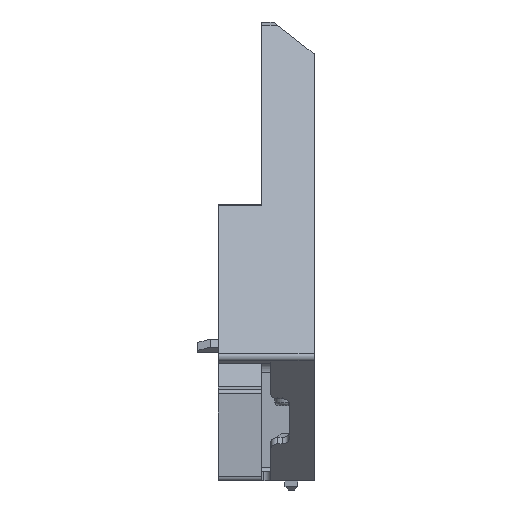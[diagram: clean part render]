
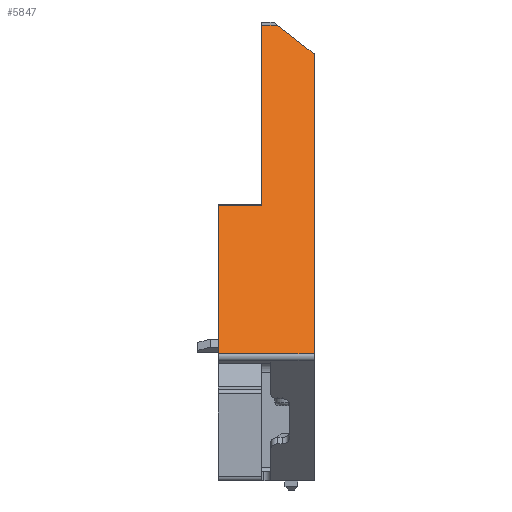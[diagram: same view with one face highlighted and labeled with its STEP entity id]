
A CAD part, left-side view. The second image highlights one B-rep face of the part: STEP entity #5847.
In plain terms, the highlighted planar face has unit normal (-0.707, 0, 0.707).
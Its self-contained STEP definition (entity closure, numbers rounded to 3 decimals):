
#504=FACE_OUTER_BOUND('',#868,.T.);
#868=EDGE_LOOP('',(#4915,#4916,#4917,#4918,#4919,#4920,#4921));
#1370=LINE('',#8595,#1852);
#1396=LINE('',#8687,#1878);
#1401=LINE('',#8697,#1883);
#1409=LINE('',#8736,#1891);
#1551=LINE('',#9638,#2033);
#1732=LINE('',#10560,#2214);
#1733=LINE('',#10562,#2215);
#1852=VECTOR('',#6708,93.);
#1878=VECTOR('',#6776,12.028);
#1883=VECTOR('',#6783,3.409);
#1891=VECTOR('',#6807,55.953);
#2033=VECTOR('',#7213,45.947);
#2214=VECTOR('',#7942,9.5);
#2215=VECTOR('',#7945,21.);
#2334=VERTEX_POINT('',#8592);
#2335=VERTEX_POINT('',#8594);
#2380=VERTEX_POINT('',#8685);
#2383=VERTEX_POINT('',#8694);
#2399=VERTEX_POINT('',#8734);
#2616=VERTEX_POINT('',#9635);
#2617=VERTEX_POINT('',#9637);
#2883=EDGE_CURVE('',#2335,#2334,#1370,.T.);
#2929=EDGE_CURVE('',#2334,#2380,#1396,.T.);
#2934=EDGE_CURVE('',#2380,#2383,#1401,.T.);
#2950=EDGE_CURVE('',#2399,#2383,#1409,.T.);
#3201=EDGE_CURVE('',#2616,#2617,#1551,.T.);
#3507=EDGE_CURVE('',#2399,#2617,#1732,.T.);
#3508=EDGE_CURVE('',#2616,#2335,#1733,.T.);
#4915=ORIENTED_EDGE('',*,*,#3201,.F.);
#4916=ORIENTED_EDGE('',*,*,#3508,.T.);
#4917=ORIENTED_EDGE('',*,*,#2883,.T.);
#4918=ORIENTED_EDGE('',*,*,#2929,.T.);
#4919=ORIENTED_EDGE('',*,*,#2934,.T.);
#4920=ORIENTED_EDGE('',*,*,#2950,.F.);
#4921=ORIENTED_EDGE('',*,*,#3507,.T.);
#5615=PLANE('',#6439);
#5847=ADVANCED_FACE('',(#504),#5615,.T.);
#6439=AXIS2_PLACEMENT_3D('',#10561,#7943,#7944);
#6708=DIRECTION('',(0.707,0.,0.707));
#6776=DIRECTION('',(0.523,0.673,0.523));
#6783=DIRECTION('',(0.,1.,0.));
#6807=DIRECTION('',(0.707,0.,0.707));
#7213=DIRECTION('',(0.707,0.,0.707));
#7942=DIRECTION('',(0.,1.,0.));
#7943=DIRECTION('center_axis',(-0.707,0.,0.707));
#7944=DIRECTION('ref_axis',(0.707,0.,0.707));
#7945=DIRECTION('',(0.,-1.,0.));
#8592=CARTESIAN_POINT('',(-11.243,-11.5,130.179));
#8594=CARTESIAN_POINT('',(-77.004,-11.5,64.418));
#8595=CARTESIAN_POINT('',(-77.004,-11.5,64.418));
#8685=CARTESIAN_POINT('',(-4.95,-3.409,136.472));
#8687=CARTESIAN_POINT('',(-11.243,-11.5,130.179));
#8694=CARTESIAN_POINT('',(-4.95,0.,136.472));
#8697=CARTESIAN_POINT('',(-4.95,-3.409,136.472));
#8734=CARTESIAN_POINT('',(-44.514,0.,96.907));
#8736=CARTESIAN_POINT('',(-44.514,0.,96.907));
#9635=CARTESIAN_POINT('',(-77.004,9.5,64.418));
#9637=CARTESIAN_POINT('',(-44.514,9.5,96.907));
#9638=CARTESIAN_POINT('',(-77.004,9.5,64.418));
#10560=CARTESIAN_POINT('',(-44.514,0.,96.907));
#10561=CARTESIAN_POINT('Origin',(-104.921,0.,36.5));
#10562=CARTESIAN_POINT('',(-77.004,9.5,64.418));
